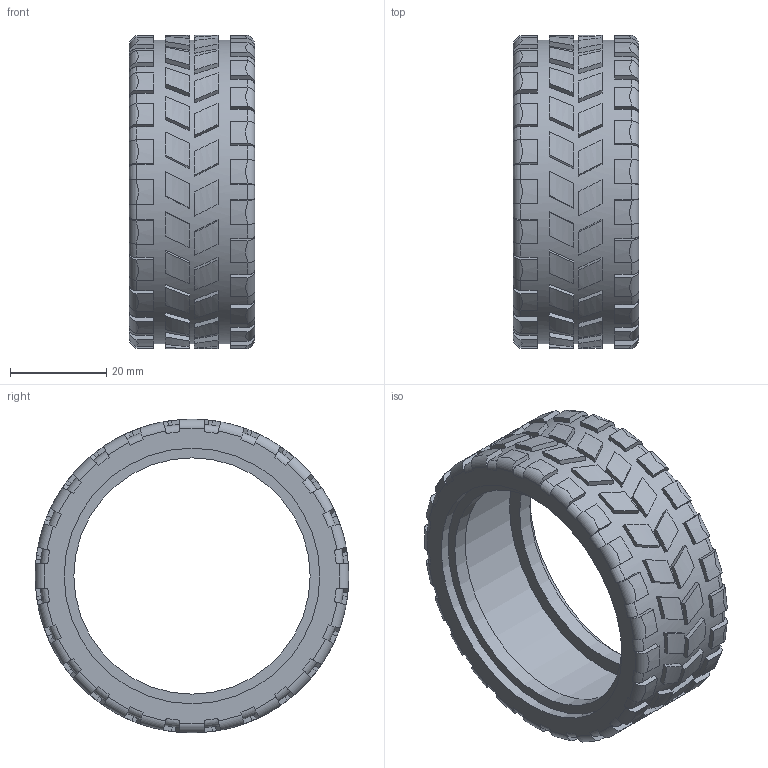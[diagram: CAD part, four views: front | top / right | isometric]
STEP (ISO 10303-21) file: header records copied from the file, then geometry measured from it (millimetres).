
FILE_DESCRIPTION(/* description */ ('STEP AP214','CAx-IF Rec.Pracs.---User Defined Attributes---1.5---2016-08-15'),/* implementation_level */ '2;1');
FILE_NAME(/* name */ '6930f1e4f02cf44860177ac2',/* time_stamp */ '2025-12-04T02:28:53Z',/* author */ (''),/* organization */ (''),/* preprocessor_version */ 'ST-DEVELOPER v20',/* originating_system */ 'ONSHAPE BY PTC INC, 1.207',/* authorisation */ ' ');
FILE_SCHEMA (('AUTOMOTIVE_DESIGN {1 0 10303 214 3 1 1}'));
Length unit declared in the file: metre
Products named in the file (1): Part 1
Bounding box: 26 x 65 x 65 mm (x, y, z)
Volume: 17139.4 mm3; surface area: 17667 mm2
Topology: 1 solids, 1 shells, 544 faces, 1517 edges, 1027 vertices
Faces by surface type: plane 344, cylinder 152, torus 48
Full cylindrical faces by diameter (mm): 49 x2, 53 x2, 55 x2, 59 x1, 63 x1
Entity records: 21859 total; most frequent: CARTESIAN_POINT 3741, DIRECTION 3086, ORIENTED_EDGE 3004, EDGE_CURVE 1502, AXIS2_PLACEMENT_3D 1231, VERTEX_POINT 1022, LINE 624, VECTOR 624
